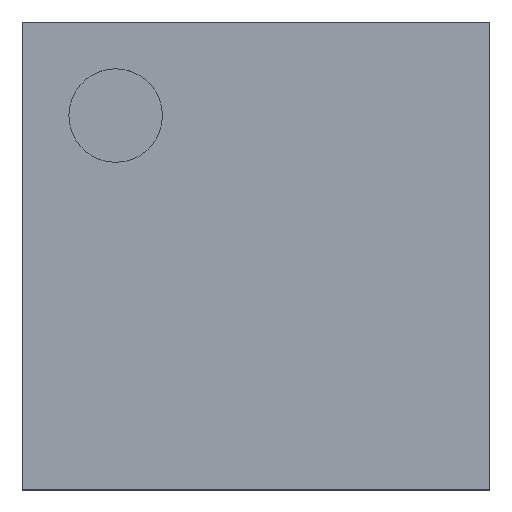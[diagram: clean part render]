
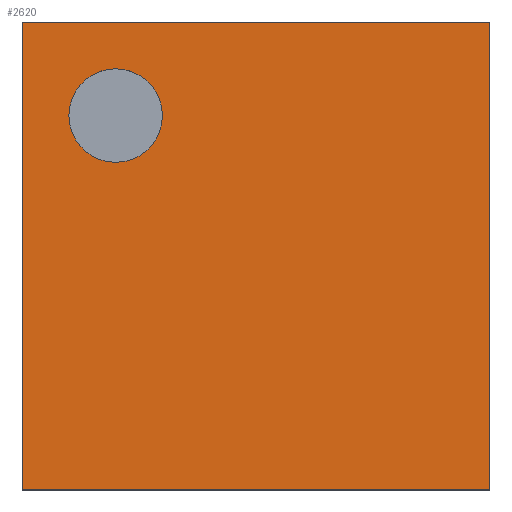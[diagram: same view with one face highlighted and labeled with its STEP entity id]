
A CAD part, top view. The second image highlights one B-rep face of the part: STEP entity #2620.
In plain terms, the highlighted planar face has unit normal (0, 0, 1).
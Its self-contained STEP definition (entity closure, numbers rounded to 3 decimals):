
#1387=CARTESIAN_POINT('',(-0.6,0.9,0.8));
#1388=VERTEX_POINT('',#1387);
#1397=CARTESIAN_POINT('',(-1.2,0.9,0.8));
#1398=VERTEX_POINT('',#1397);
#1399=CARTESIAN_POINT('',(-0.9,0.9,0.8));
#1400=DIRECTION('',(0.0,0.0,-1.0));
#1401=DIRECTION('',(1.0,0.0,0.0));
#1402=AXIS2_PLACEMENT_3D('',#1399,#1400,#1401);
#1403=CIRCLE('',#1402,0.3);
#1404=EDGE_CURVE('',#1398,#1388,#1403,.T.);
#1438=CARTESIAN_POINT('',(-0.9,0.9,0.8));
#1439=DIRECTION('',(0.0,0.0,-1.0));
#1440=DIRECTION('',(1.0,0.0,0.0));
#1441=AXIS2_PLACEMENT_3D('',#1438,#1439,#1440);
#1442=CIRCLE('',#1441,0.3);
#1443=EDGE_CURVE('',#1388,#1398,#1442,.T.);
#2535=CARTESIAN_POINT('',(-1.5,-1.5,0.8));
#2536=VERTEX_POINT('',#2535);
#2543=CARTESIAN_POINT('',(-1.5,1.5,0.8));
#2544=VERTEX_POINT('',#2543);
#2545=CARTESIAN_POINT('',(-1.5,1.5,0.8));
#2546=DIRECTION('',(0.0,-1.0,0.0));
#2547=VECTOR('',#2546,3.0);
#2548=LINE('',#2545,#2547);
#2549=EDGE_CURVE('',#2544,#2536,#2548,.T.);
#2586=CARTESIAN_POINT('',(0.,0.0,0.8));
#2587=DIRECTION('',(0.0,0.0,1.0));
#2588=DIRECTION('',(0.0,-1.0,0.0));
#2589=AXIS2_PLACEMENT_3D('',#2586,#2587,#2588);
#2590=PLANE('',#2589);
#2591=CARTESIAN_POINT('',(1.5,-1.5,0.8));
#2592=VERTEX_POINT('',#2591);
#2593=CARTESIAN_POINT('',(-1.5,-1.5,0.8));
#2594=DIRECTION('',(1.0,0.0,0.0));
#2595=VECTOR('',#2594,3.0);
#2596=LINE('',#2593,#2595);
#2597=EDGE_CURVE('',#2536,#2592,#2596,.T.);
#2598=ORIENTED_EDGE('',*,*,#2597,.T.);
#2599=CARTESIAN_POINT('',(1.5,1.5,0.8));
#2600=VERTEX_POINT('',#2599);
#2601=CARTESIAN_POINT('',(1.5,-1.5,0.8));
#2602=DIRECTION('',(0.0,1.0,0.0));
#2603=VECTOR('',#2602,3.0);
#2604=LINE('',#2601,#2603);
#2605=EDGE_CURVE('',#2592,#2600,#2604,.T.);
#2606=ORIENTED_EDGE('',*,*,#2605,.T.);
#2607=CARTESIAN_POINT('',(1.5,1.5,0.8));
#2608=DIRECTION('',(-1.0,0.0,0.0));
#2609=VECTOR('',#2608,3.0);
#2610=LINE('',#2607,#2609);
#2611=EDGE_CURVE('',#2600,#2544,#2610,.T.);
#2612=ORIENTED_EDGE('',*,*,#2611,.T.);
#2613=ORIENTED_EDGE('',*,*,#2549,.T.);
#2614=EDGE_LOOP('',(#2598,#2606,#2612,#2613));
#2615=FACE_OUTER_BOUND('',#2614,.T.);
#2616=ORIENTED_EDGE('',*,*,#1443,.T.);
#2617=ORIENTED_EDGE('',*,*,#1404,.T.);
#2618=EDGE_LOOP('',(#2616,#2617));
#2619=FACE_BOUND('',#2618,.T.);
#2620=ADVANCED_FACE('',(#2615,#2619),#2590,.T.);
